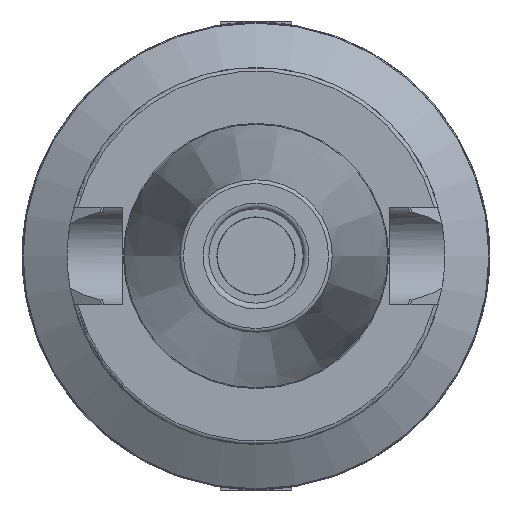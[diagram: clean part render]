
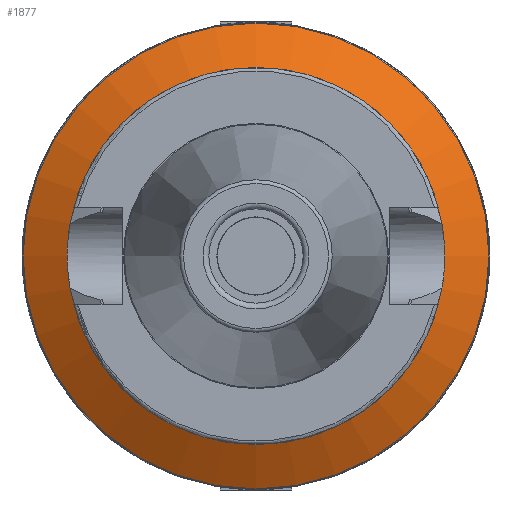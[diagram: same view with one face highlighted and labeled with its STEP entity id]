
A CAD part, left-side view. The second image highlights one B-rep face of the part: STEP entity #1877.
In plain terms, the highlighted conical face has half-angle 60 degrees and reference radius 55.487 mm.
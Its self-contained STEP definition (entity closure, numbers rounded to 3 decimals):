
#147=CIRCLE('',#2116,61.725);
#148=CIRCLE('',#2118,49.25);
#255=CONICAL_SURFACE('',#2117,55.488,1.047);
#285=FACE_OUTER_BOUND('',#406,.T.);
#406=EDGE_LOOP('',(#1324,#1325,#1326,#1327));
#541=LINE('',#3093,#666);
#666=VECTOR('',#2429,55.488);
#819=VERTEX_POINT('',#3088);
#820=VERTEX_POINT('',#3092);
#1013=EDGE_CURVE('',#819,#819,#147,.T.);
#1014=EDGE_CURVE('',#819,#820,#541,.T.);
#1015=EDGE_CURVE('',#820,#820,#148,.T.);
#1324=ORIENTED_EDGE('',*,*,#1013,.F.);
#1325=ORIENTED_EDGE('',*,*,#1014,.T.);
#1326=ORIENTED_EDGE('',*,*,#1015,.F.);
#1327=ORIENTED_EDGE('',*,*,#1014,.F.);
#1877=ADVANCED_FACE('',(#285),#255,.T.);
#2116=AXIS2_PLACEMENT_3D('',#3090,#2425,#2426);
#2117=AXIS2_PLACEMENT_3D('',#3091,#2427,#2428);
#2118=AXIS2_PLACEMENT_3D('',#3094,#2430,#2431);
#2425=DIRECTION('center_axis',(1.,0.,0.));
#2426=DIRECTION('ref_axis',(0.,0.,1.));
#2427=DIRECTION('center_axis',(1.,0.,0.));
#2428=DIRECTION('ref_axis',(0.,0.,-1.));
#2429=DIRECTION('',(-0.5,0.,-0.866));
#2430=DIRECTION('center_axis',(-1.,0.,0.));
#2431=DIRECTION('ref_axis',(0.,0.,1.));
#3088=CARTESIAN_POINT('',(51.547,0.,61.725));
#3090=CARTESIAN_POINT('Origin',(51.547,0.,0.));
#3091=CARTESIAN_POINT('Origin',(47.946,0.,0.));
#3092=CARTESIAN_POINT('',(44.344,0.,49.25));
#3093=CARTESIAN_POINT('',(47.946,0.,55.488));
#3094=CARTESIAN_POINT('Origin',(44.344,0.,
0.));
